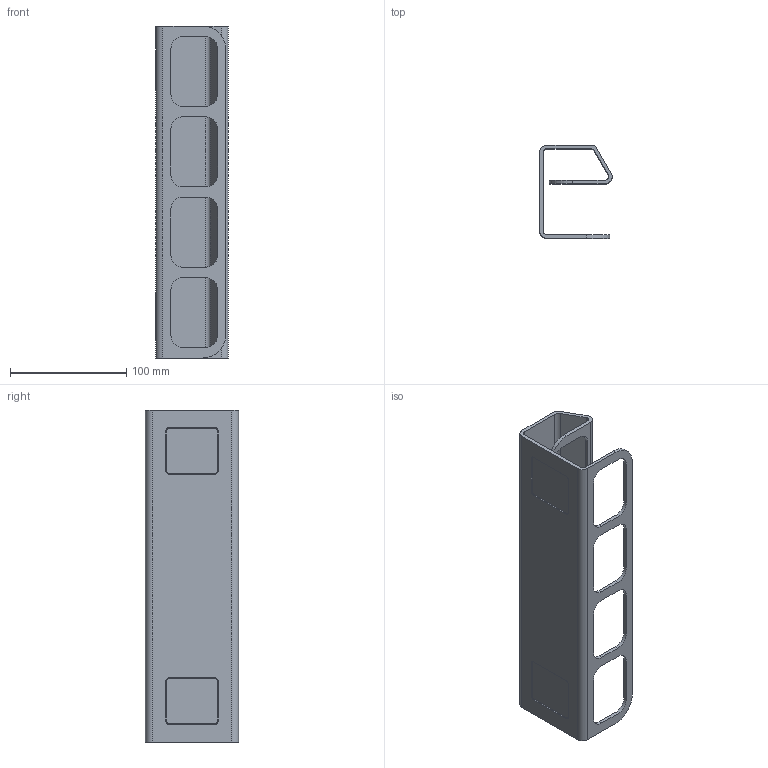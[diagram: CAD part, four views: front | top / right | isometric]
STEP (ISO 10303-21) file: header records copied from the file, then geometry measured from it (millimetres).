
FILE_DESCRIPTION(('STEP AP214'), '1');
FILE_NAME('íàñòîëüíûé îðãàíàéçåð äëÿ ïóëüòîâ', '', ('UNSPECIFIED'), ('UNSPECIFIED'), 'C3D Converter', 'C3D Toolkit', '');
FILE_SCHEMA(('AUTOMOTIVE_DESIGN { 1 0 10303 214 3 1 1}'));
Length unit declared in the file: millimetre
Bounding box: 62.07 x 80 x 285 mm (x, y, z)
Volume: 164832.7 mm3; surface area: 118420.2 mm2
Topology: 1 solids, 1 shells, 108 faces, 312 edges, 208 vertices
Faces by surface type: cylinder 52, plane 48, torus 8
Entity records: 3668 total; most frequent: DIRECTION 650, CARTESIAN_POINT 629, ORIENTED_EDGE 624, EDGE_CURVE 312, AXIS2_PLACEMENT_3D 229, VERTEX_POINT 208, LINE 192, VECTOR 192
